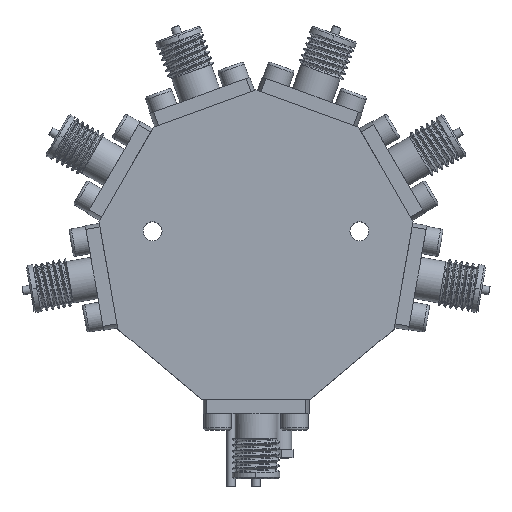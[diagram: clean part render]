
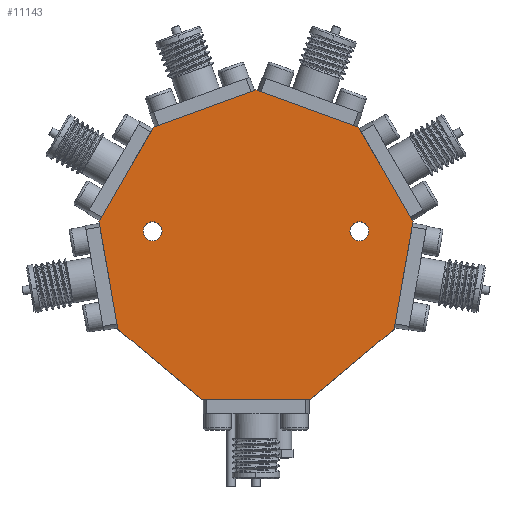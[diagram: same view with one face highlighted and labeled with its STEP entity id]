
A CAD part, top view. The second image highlights one B-rep face of the part: STEP entity #11143.
In plain terms, the highlighted planar face has unit normal (0, 0, 1).
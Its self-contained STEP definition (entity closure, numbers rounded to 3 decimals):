
#746 = VERTEX_POINT ( 'NONE', #37241 ) ;
#812 = EDGE_LOOP ( 'NONE', ( #33200, #12822, #45681, #33633, #15213, #31335, #29488, #17192, #8349 ) ) ;
#891 = DIRECTION ( 'NONE',  ( -0.174, -0.985, 0. ) ) ;
#915 = CARTESIAN_POINT ( 'NONE',  ( 2449.988, 557.001, 0. ) ) ;
#1566 = ORIENTED_EDGE ( 'NONE', *, *, #36763, .F. ) ;
#1904 = EDGE_CURVE ( 'NONE', #16546, #23306, #42577, .T. ) ;
#2658 = DIRECTION ( 'NONE',  ( 0., 0., 1. ) ) ;
#2667 = CARTESIAN_POINT ( 'NONE',  ( 2447.738, 557.001, 0. ) ) ;
#2674 = DIRECTION ( 'NONE',  ( -0.766, 0.643, 0. ) ) ;
#3479 = VERTEX_POINT ( 'NONE', #29783 ) ;
#4981 = FACE_OUTER_BOUND ( 'NONE', #812, .T. ) ;
#5092 = VERTEX_POINT ( 'NONE', #915 ) ;
#5444 = DIRECTION ( 'NONE',  ( 1., 0., 0. ) ) ;
#5661 = LINE ( 'NONE', #44664, #8658 ) ;
#5890 = CARTESIAN_POINT ( 'NONE',  ( 2418.884, 551.715, 0. ) ) ;
#6829 = LINE ( 'NONE', #13535, #38944 ) ;
#6841 = EDGE_CURVE ( 'NONE', #20252, #34131, #42671, .T. ) ;
#7065 = CARTESIAN_POINT ( 'NONE',  ( 2424.163, 557.001, 0. ) ) ;
#7210 = DIRECTION ( 'NONE',  ( 0., 0., 1. ) ) ;
#8349 = ORIENTED_EDGE ( 'NONE', *, *, #29236, .F. ) ;
#8577 = EDGE_LOOP ( 'NONE', ( #11414, #38902 ) ) ;
#8658 = VECTOR ( 'NONE', #10756, 1000. ) ;
#8902 = DIRECTION ( 'NONE',  ( 0.5, -0.866, 0. ) ) ;
#9781 = AXIS2_PLACEMENT_3D ( 'NONE', #32042, #7210, #25096 ) ;
#10252 = CARTESIAN_POINT ( 'NONE',  ( 2436.513, 573.874, 0. ) ) ;
#10616 = EDGE_LOOP ( 'NONE', ( #1566, #35905 ) ) ;
#10756 = DIRECTION ( 'NONE',  ( 0.94, 0.342, 0. ) ) ;
#11061 = CIRCLE ( 'NONE', #16222, 1.125 ) ;
#11143 = ADVANCED_FACE ( 'NONE', ( #19822, #16552, #4981 ), #34203, .T. ) ;
#11414 = ORIENTED_EDGE ( 'NONE', *, *, #24584, .F. ) ;
#12314 = VECTOR ( 'NONE', #27720, 1000. ) ;
#12822 = ORIENTED_EDGE ( 'NONE', *, *, #34276, .F. ) ;
#13482 = CARTESIAN_POINT ( 'NONE',  ( 2448.863, 557.001, 0. ) ) ;
#13535 = CARTESIAN_POINT ( 'NONE',  ( 2448.02, 541.11, 0. ) ) ;
#14888 = EDGE_CURVE ( 'NONE', #25409, #23711, #23717, .T. ) ;
#14933 = CIRCLE ( 'NONE', #9781, 1.125 ) ;
#15213 = ORIENTED_EDGE ( 'NONE', *, *, #30316, .F. ) ;
#15438 = CIRCLE ( 'NONE', #41387, 1.125 ) ;
#15457 = EDGE_CURVE ( 'NONE', #17754, #3479, #28976, .T. ) ;
#15741 = AXIS2_PLACEMENT_3D ( 'NONE', #7065, #21227, #45859 ) ;
#15851 = CIRCLE ( 'NONE', #15741, 1.125 ) ;
#16201 = VECTOR ( 'NONE', #891, 1000. ) ;
#16222 = AXIS2_PLACEMENT_3D ( 'NONE', #19635, #2658, #30086 ) ;
#16546 = VERTEX_POINT ( 'NONE', #25506 ) ;
#16552 = FACE_BOUND ( 'NONE', #8577, .T. ) ;
#17192 = ORIENTED_EDGE ( 'NONE', *, *, #6841, .F. ) ;
#17754 = VERTEX_POINT ( 'NONE', #25097 ) ;
#18320 = EDGE_CURVE ( 'NONE', #34131, #16546, #6829, .T. ) ;
#19584 = VECTOR ( 'NONE', #2674, 1000. ) ;
#19635 = CARTESIAN_POINT ( 'NONE',  ( 2424.163, 557.001, 0. ) ) ;
#19822 = FACE_BOUND ( 'NONE', #10616, .T. ) ;
#20252 = VERTEX_POINT ( 'NONE', #39156 ) ;
#21227 = DIRECTION ( 'NONE',  ( 0., 0., 1. ) ) ;
#23306 = VERTEX_POINT ( 'NONE', #25365 ) ;
#23711 = VERTEX_POINT ( 'NONE', #27078 ) ;
#23717 = LINE ( 'NONE', #45067, #44615 ) ;
#24584 = EDGE_CURVE ( 'NONE', #40175, #5092, #14933, .T. ) ;
#24710 = VECTOR ( 'NONE', #8902, 1000. ) ;
#25032 = CARTESIAN_POINT ( 'NONE',  ( 2421.011, 563.774, 0. ) ) ;
#25096 = DIRECTION ( 'NONE',  ( 1., 0., 0. ) ) ;
#25097 = CARTESIAN_POINT ( 'NONE',  ( 2417.753, 558.132, 0. ) ) ;
#25116 = DIRECTION ( 'NONE',  ( 1., 0., 0. ) ) ;
#25365 = CARTESIAN_POINT ( 'NONE',  ( 2429.998, 536.922, 0. ) ) ;
#25409 = VERTEX_POINT ( 'NONE', #10252 ) ;
#25506 = CARTESIAN_POINT ( 'NONE',  ( 2443.029, 536.922, 0. ) ) ;
#25966 = DIRECTION ( 'NONE',  ( 0.5, 0.866, 0. ) ) ;
#25969 = CARTESIAN_POINT ( 'NONE',  ( 2454.143, 551.715, 0. ) ) ;
#26584 = EDGE_CURVE ( 'NONE', #5092, #40175, #15438, .T. ) ;
#27078 = CARTESIAN_POINT ( 'NONE',  ( 2448.758, 569.417, 0. ) ) ;
#27245 = VERTEX_POINT ( 'NONE', #43674 ) ;
#27255 = CARTESIAN_POINT ( 'NONE',  ( 2453.011, 545.299, 0. ) ) ;
#27720 = DIRECTION ( 'NONE',  ( -1., 0., 0. ) ) ;
#27726 = DIRECTION ( 'NONE',  ( -0.766, -0.643, 0. ) ) ;
#28342 = CARTESIAN_POINT ( 'NONE',  ( 2420.016, 545.299, 0. ) ) ;
#28976 = LINE ( 'NONE', #25032, #35773 ) ;
#29236 = EDGE_CURVE ( 'NONE', #23711, #20252, #43975, .T. ) ;
#29250 = AXIS2_PLACEMENT_3D ( 'NONE', #40946, #44897, #5444 ) ;
#29488 = ORIENTED_EDGE ( 'NONE', *, *, #18320, .F. ) ;
#29783 = CARTESIAN_POINT ( 'NONE',  ( 2424.268, 569.417, 0. ) ) ;
#30086 = DIRECTION ( 'NONE',  ( 1., 0., 0. ) ) ;
#30316 = EDGE_CURVE ( 'NONE', #23306, #38456, #40554, .T. ) ;
#30883 = DIRECTION ( 'NONE',  ( 0.94, -0.342, 0. ) ) ;
#31335 = ORIENTED_EDGE ( 'NONE', *, *, #1904, .F. ) ;
#32042 = CARTESIAN_POINT ( 'NONE',  ( 2448.863, 557.001, 0. ) ) ;
#33200 = ORIENTED_EDGE ( 'NONE', *, *, #14888, .F. ) ;
#33633 = ORIENTED_EDGE ( 'NONE', *, *, #39467, .F. ) ;
#34131 = VERTEX_POINT ( 'NONE', #27255 ) ;
#34203 = PLANE ( 'NONE',  #29250 ) ;
#34276 = EDGE_CURVE ( 'NONE', #3479, #25409, #5661, .T. ) ;
#34896 = DIRECTION ( 'NONE',  ( -0.174, 0.985, 0. ) ) ;
#35374 = CARTESIAN_POINT ( 'NONE',  ( 2436.513, 536.922, 0. ) ) ;
#35773 = VECTOR ( 'NONE', #25966, 1000. ) ;
#35905 = ORIENTED_EDGE ( 'NONE', *, *, #44192, .F. ) ;
#36763 = EDGE_CURVE ( 'NONE', #27245, #746, #11061, .T. ) ;
#37241 = CARTESIAN_POINT ( 'NONE',  ( 2425.288, 557.001, 0. ) ) ;
#37981 = CARTESIAN_POINT ( 'NONE',  ( 2425.007, 541.11, 0. ) ) ;
#38456 = VERTEX_POINT ( 'NONE', #28342 ) ;
#38902 = ORIENTED_EDGE ( 'NONE', *, *, #26584, .F. ) ;
#38944 = VECTOR ( 'NONE', #27726, 1000. ) ;
#39156 = CARTESIAN_POINT ( 'NONE',  ( 2455.274, 558.132, 0. ) ) ;
#39467 = EDGE_CURVE ( 'NONE', #38456, #17754, #43766, .T. ) ;
#40175 = VERTEX_POINT ( 'NONE', #2667 ) ;
#40554 = LINE ( 'NONE', #37981, #19584 ) ;
#40946 = CARTESIAN_POINT ( 'NONE',  ( 2448.863, 557.001, 0. ) ) ;
#41387 = AXIS2_PLACEMENT_3D ( 'NONE', #13482, #45562, #25116 ) ;
#41594 = VECTOR ( 'NONE', #34896, 1000. ) ;
#42577 = LINE ( 'NONE', #35374, #12314 ) ;
#42671 = LINE ( 'NONE', #25969, #16201 ) ;
#43516 = CARTESIAN_POINT ( 'NONE',  ( 2452.016, 563.774, 0. ) ) ;
#43674 = CARTESIAN_POINT ( 'NONE',  ( 2423.038, 557.001, 0. ) ) ;
#43766 = LINE ( 'NONE', #5890, #41594 ) ;
#43975 = LINE ( 'NONE', #43516, #24710 ) ;
#44192 = EDGE_CURVE ( 'NONE', #746, #27245, #15851, .T. ) ;
#44615 = VECTOR ( 'NONE', #30883, 1000. ) ;
#44664 = CARTESIAN_POINT ( 'NONE',  ( 2430.391, 571.645, 0. ) ) ;
#44897 = DIRECTION ( 'NONE',  ( 0., 0., 1. ) ) ;
#45067 = CARTESIAN_POINT ( 'NONE',  ( 2442.636, 571.645, 0. ) ) ;
#45562 = DIRECTION ( 'NONE',  ( 0., 0., 1. ) ) ;
#45681 = ORIENTED_EDGE ( 'NONE', *, *, #15457, .F. ) ;
#45859 = DIRECTION ( 'NONE',  ( 1., 0., 0. ) ) ;
